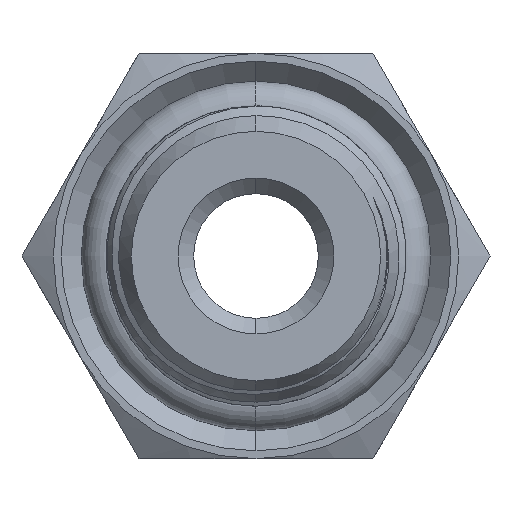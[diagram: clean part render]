
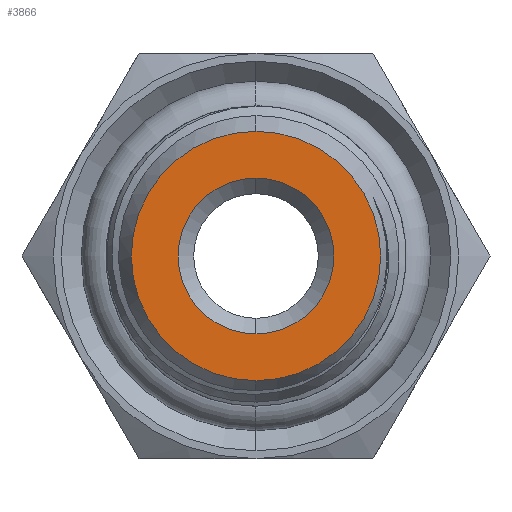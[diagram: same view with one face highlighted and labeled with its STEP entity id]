
A CAD part, front view. The second image highlights one B-rep face of the part: STEP entity #3866.
In plain terms, the highlighted planar face has unit normal (0, -1, 0).
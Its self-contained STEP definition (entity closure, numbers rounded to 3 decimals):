
#477 = CARTESIAN_POINT ( 'NONE',  ( 0., -6., -2.5 ) ) ;
#572 = CARTESIAN_POINT ( 'NONE',  ( 0., -6., 0. ) ) ;
#810 = CIRCLE ( 'NONE', #3754, 2.5 ) ;
#943 = CARTESIAN_POINT ( 'NONE',  ( 0., -6., 0. ) ) ;
#1113 = DIRECTION ( 'NONE',  ( 0., 0., -1. ) ) ;
#1367 = FACE_BOUND ( 'NONE', #6083, .T. ) ;
#1412 = CIRCLE ( 'NONE', #5620, 4. ) ;
#1426 = CARTESIAN_POINT ( 'NONE',  ( 0., -6., 0. ) ) ;
#1489 = PLANE ( 'NONE',  #3483 ) ;
#1509 = DIRECTION ( 'NONE',  ( 0., 0., -1. ) ) ;
#1583 = DIRECTION ( 'NONE',  ( 0., -1., 0. ) ) ;
#1614 = CARTESIAN_POINT ( 'NONE',  ( 0., -6., -4. ) ) ;
#1965 = DIRECTION ( 'NONE',  ( 0., 0., -1. ) ) ;
#3055 = EDGE_CURVE ( 'NONE', #5145, #6072, #4145, .T. ) ;
#3273 = CARTESIAN_POINT ( 'NONE',  ( 0., -6., 0. ) ) ;
#3317 = ORIENTED_EDGE ( 'NONE', *, *, #6017, .F. ) ;
#3483 = AXIS2_PLACEMENT_3D ( 'NONE', #943, #4820, #1509 ) ;
#3567 = EDGE_CURVE ( 'NONE', #6866, #4033, #4052, .T. ) ;
#3754 = AXIS2_PLACEMENT_3D ( 'NONE', #4894, #1583, #5438 ) ;
#3770 = CARTESIAN_POINT ( 'NONE',  ( 0., -6., 4. ) ) ;
#3777 = AXIS2_PLACEMENT_3D ( 'NONE', #1426, #5283, #1965 ) ;
#3827 = DIRECTION ( 'NONE',  ( 0., 0., -1. ) ) ;
#3866 = ADVANCED_FACE ( 'NONE', ( #1367, #5776 ), #1489, .T. ) ;
#4033 = VERTEX_POINT ( 'NONE', #3770 ) ;
#4052 = CIRCLE ( 'NONE', #6097, 4. ) ;
#4145 = CIRCLE ( 'NONE', #3777, 2.5 ) ;
#4220 = CARTESIAN_POINT ( 'NONE',  ( 0., -6., 2.5 ) ) ;
#4436 = DIRECTION ( 'NONE',  ( 0., -1., 0. ) ) ;
#4820 = DIRECTION ( 'NONE',  ( 0., -1., 0. ) ) ;
#4894 = CARTESIAN_POINT ( 'NONE',  ( 0., -6., 0. ) ) ;
#5044 = ORIENTED_EDGE ( 'NONE', *, *, #6145, .T. ) ;
#5145 = VERTEX_POINT ( 'NONE', #4220 ) ;
#5221 = EDGE_LOOP ( 'NONE', ( #5044, #5736 ) ) ;
#5283 = DIRECTION ( 'NONE',  ( 0., -1., 0. ) ) ;
#5438 = DIRECTION ( 'NONE',  ( 0., 0., -1. ) ) ;
#5620 = AXIS2_PLACEMENT_3D ( 'NONE', #572, #4436, #1113 ) ;
#5736 = ORIENTED_EDGE ( 'NONE', *, *, #3567, .T. ) ;
#5776 = FACE_OUTER_BOUND ( 'NONE', #5221, .T. ) ;
#6017 = EDGE_CURVE ( 'NONE', #6072, #5145, #810, .T. ) ;
#6072 = VERTEX_POINT ( 'NONE', #477 ) ;
#6083 = EDGE_LOOP ( 'NONE', ( #3317, #6598 ) ) ;
#6097 = AXIS2_PLACEMENT_3D ( 'NONE', #3273, #7134, #3827 ) ;
#6145 = EDGE_CURVE ( 'NONE', #4033, #6866, #1412, .T. ) ;
#6598 = ORIENTED_EDGE ( 'NONE', *, *, #3055, .F. ) ;
#6866 = VERTEX_POINT ( 'NONE', #1614 ) ;
#7134 = DIRECTION ( 'NONE',  ( 0., -1., 0. ) ) ;
